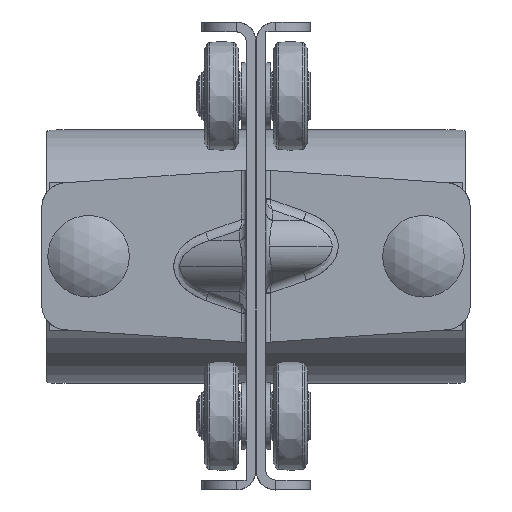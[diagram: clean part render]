
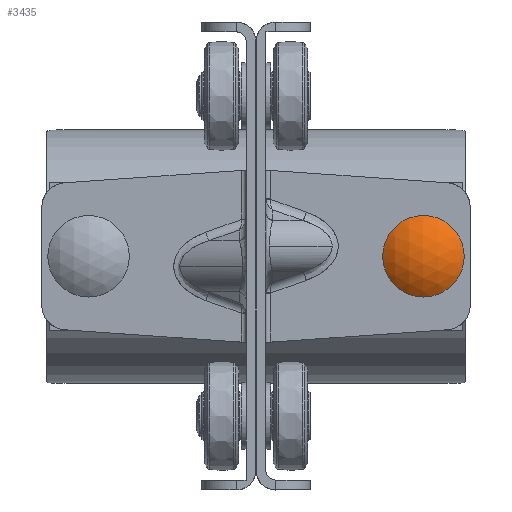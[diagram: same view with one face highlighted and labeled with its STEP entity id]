
A CAD part, top view. The second image highlights one B-rep face of the part: STEP entity #3435.
In plain terms, the highlighted spherical face has radius 12.6 mm.
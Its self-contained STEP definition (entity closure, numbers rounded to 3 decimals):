
#3435=ADVANCED_FACE('SPHERE_0',(#4953),#4954,.T.);
#4953=FACE_OUTER_BOUND('',#7016,.T.);
#4954=SPHERICAL_SURFACE('',#7017,12.6);
#7016=EDGE_LOOP('',(#8938));
#7017=AXIS2_PLACEMENT_3D('',#8939,#8940,#8941);
#8938=ORIENTED_EDGE('',*,*,#10519,.F.);
#8939=CARTESIAN_POINT('',(8.72,0.,0.));
#8940=DIRECTION('',(0.,0.,-1.));
#8941=DIRECTION('',(0.,-1.,0.));
#10519=EDGE_CURVE('NONE',#11756,#11756,#11757,.T.);
#11756=VERTEX_POINT('',#14872);
#11757=CIRCLE('',#14873,8.275);
#14872=CARTESIAN_POINT('',(-0.782,8.275,0.));
#14873=AXIS2_PLACEMENT_3D('',#17455,#17456,#17457);
#17455=CARTESIAN_POINT('',(-0.782,0.,0.));
#17456=DIRECTION('',(1.,0.,0.));
#17457=DIRECTION('',(0.,1.,0.));
